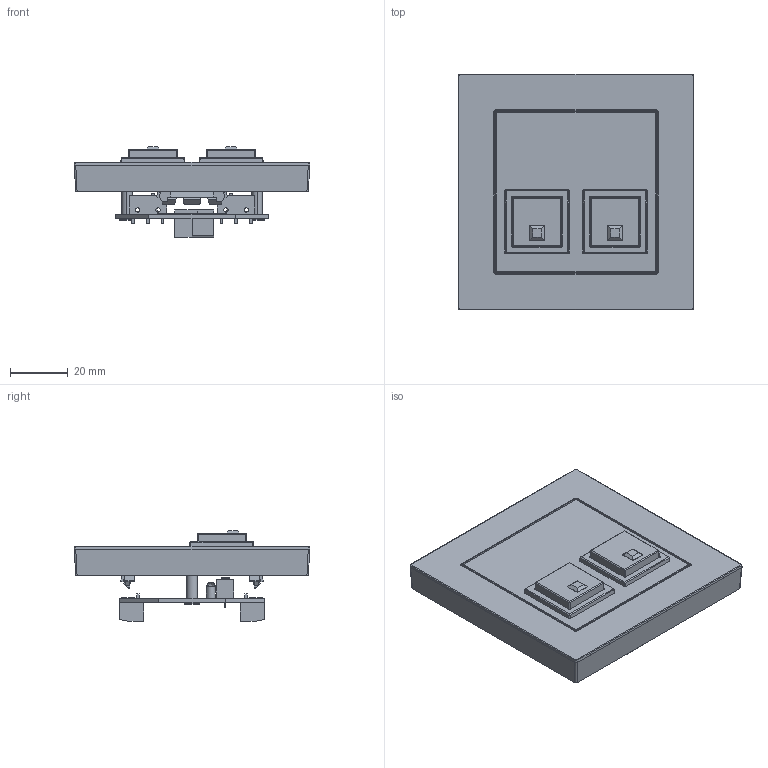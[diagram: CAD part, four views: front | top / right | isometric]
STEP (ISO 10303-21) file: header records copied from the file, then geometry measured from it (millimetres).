
FILE_DESCRIPTION((''),'2;1');
FILE_NAME('WAE1013WG_ASM','2025-03-19T08:24:45',('andolfs'),(''),'CREO PARAMETRIC BY PTC INC, 2023154','CREO PARAMETRIC BY PTC INC, 2023154','');
FILE_SCHEMA(('CONFIG_CONTROL_DESIGN','SHAPE_APPEARANCE_LAYERS_GROUPS'));
Products named in the file (21): W4G0116_18; W1A2155_80; W3A0387_80; HC_RT_AT_201011_1000003126_PAE_000_AA_783; HC_RT_AT_201011_1000003126_PAE_000_AA_956; HC_RT_AT_201011_1000003126_PAE_000_AA_1628; HC_RT_AT_201011_1000003126_PAE_000_AA_13190; HC_RT_AT_201011_1000003126_PAE_000_AA_13691; HC_RT_AT_201011_1000003126_PAE_000_AA_14759; HC_RT_AT_201011_1000003126_PAE_000_AA_16713; HC_RT_AT_201011_1000003126_PAE_000_AA_17214; HC_RT_AT_201011_1000003126_PAE_000_AA_19164; HC_RT_AT_201011_1000003126_PAE_000_AA_19337; HC_RT_AT_201011_1000003126_PAE_000_AA_ASM; HCUPEINSATZR_100000001_ASM; RT-GEHAEUSE_1000003130_PAE_000_AA; RT-TASTE_1000003131_PAE_000_AA; RTLICHTLEITER_10000001; RT-DRUCKFEDER_1000003133_PAE_000_AA; HCTASTEKOMPLE_10000001_ASM; WAE1013WG_ASM
Assembly tree (21 placements, depth 4):
  WAE1013WG_ASM
    W4G0116_18
    W1A2155_80
    W3A0387_80
    HCUPEINSATZR_100000001_ASM
      HC_RT_AT_201011_1000003126_PAE_000_AA_ASM
        HC_RT_AT_201011_1000003126_PAE_000_AA_783
        HC_RT_AT_201011_1000003126_PAE_000_AA_956
        HC_RT_AT_201011_1000003126_PAE_000_AA_1628
        HC_RT_AT_201011_1000003126_PAE_000_AA_13190
        HC_RT_AT_201011_1000003126_PAE_000_AA_13691
        HC_RT_AT_201011_1000003126_PAE_000_AA_14759
        HC_RT_AT_201011_1000003126_PAE_000_AA_16713
        HC_RT_AT_201011_1000003126_PAE_000_AA_17214
        HC_RT_AT_201011_1000003126_PAE_000_AA_19164
        HC_RT_AT_201011_1000003126_PAE_000_AA_19337
    HCTASTEKOMPLE_10000001_ASM  x2
      RT-GEHAEUSE_1000003130_PAE_000_AA
      RT-TASTE_1000003131_PAE_000_AA
      RTLICHTLEITER_10000001
      RT-DRUCKFEDER_1000003133_PAE_000_AA
Bounding box: 81.5 x 81.5 x 31.4 mm (x, y, z)
Volume: 33074.7 mm3; surface area: 48182.5 mm2
Topology: 20 solids, 20 shells, 4794 faces, 13113 edges, 8446 vertices
Faces by surface type: plane 2325, extrusion 869, cylinder 810, torus 388, bspline 310, sphere 64, cone 24, revolution 4
Entity records: 187515 total; most frequent: CARTESIAN_POINT 52653, ORIENTED_EDGE 22862, DIRECTION 17564, EDGE_CURVE 11431, PRESENTATION_STYLE_ASSIGNMENT 8765, STYLED_ITEM 8765, VECTOR 7940, VERTEX_POINT 7404
